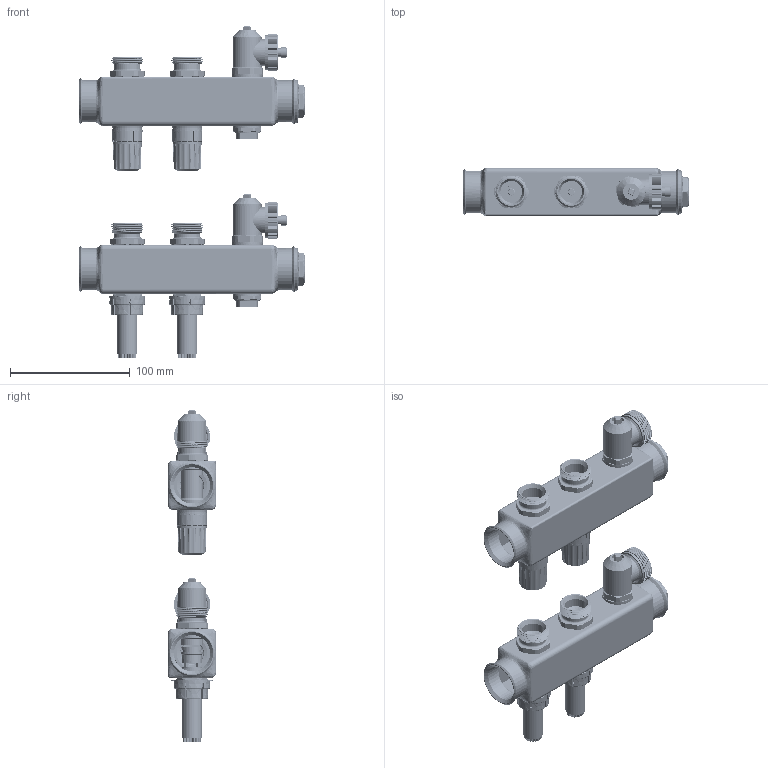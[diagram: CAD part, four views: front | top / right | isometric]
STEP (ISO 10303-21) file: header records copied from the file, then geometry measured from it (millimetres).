
FILE_DESCRIPTION((''),'2;1');
FILE_NAME('088U0752_ASM_ASM','2023-05-19T16:17:18',('U258971'),(''),'CREO PARAMETRIC BY PTC INC, 2020342','CREO PARAMETRIC BY PTC INC, 2020342','');
FILE_SCHEMA(('CONFIG_CONTROL_DESIGN'));
Products named in the file (35): FM10-04_13; FM-B-05_13; FM-A-08_13; 088U7348_ASM_13_ASM; PLUG_20; PLUG-ORING_20; PLUG_ASM_20_ASM; 013G1380_AF0_19; 013G0295___AF0_ASM_19_ASM; 013G0200__AF0_ASM_19_ASM; 013G0376_ASM_19_ASM; BIV-EUROCONE_19; BIV-EUROCONE_ASM_19_ASM; 013G0951_20; PRT0002_21; PRT0003_21; PRT0004_21; PRT0005_21; SSM-AIRVENT_ASM_21_ASM; __-1841_22; __-18731_22; O__10X2_8_22; O__20X2_22; O___22; _____22; ____22; __-21757_22; __-23631_22; __-27761_22; SSM-PURGE-VALVE_ASM_21_ASM; 088U0592_21; SUPPLY-EUROCONE_ASM_20_ASM; SSM-PIPE_3-LOOPS_35; 088U0752_ASM_12_ASM; 088U0752_ASM_ASM
Assembly tree (44 placements, depth 4):
  088U0752_ASM_ASM
    088U0752_ASM_12_ASM
      088U7348_ASM_13_ASM  x2
        FM10-04_13
        FM-B-05_13
        FM-A-08_13
      PLUG_ASM_20_ASM  x2
        PLUG_20
        PLUG-ORING_20
      013G0376_ASM_19_ASM  x2
        013G1380_AF0_19
        013G0295___AF0_ASM_19_ASM
        013G0200__AF0_ASM_19_ASM
      BIV-EUROCONE_ASM_19_ASM  x2
        BIV-EUROCONE_19
      013G0951_20  x2
      SSM-AIRVENT_ASM_21_ASM  x2
        PRT0002_21
        PRT0003_21
        PRT0004_21
        PRT0005_21
      SSM-PURGE-VALVE_ASM_21_ASM  x2
        __-1841_22
        __-18731_22
        O__10X2_8_22
        O__20X2_22
        O___22
        _____22
        ____22
        __-21757_22
        __-23631_22
        __-27761_22
      SUPPLY-EUROCONE_ASM_20_ASM  x2
        088U0592_21
      SSM-PIPE_3-LOOPS_35  x2
Bounding box: 188 x 40 x 276.1 mm (x, y, z)
Volume: 187487.3 mm3; surface area: 244456 mm2
Topology: 38 solids, 52 shells, 5126 faces, 14046 edges, 9062 vertices
Faces by surface type: plane 2202, cylinder 1474, cone 578, bspline 450, torus 322, extrusion 56, sphere 44
Entity records: 112432 total; most frequent: CARTESIAN_POINT 49030, ORIENTED_EDGE 13932, DIRECTION 12175, EDGE_CURVE 6992, VERTEX_POINT 4527, AXIS2_PLACEMENT_3D 4521, VECTOR 3133, LINE 3105
